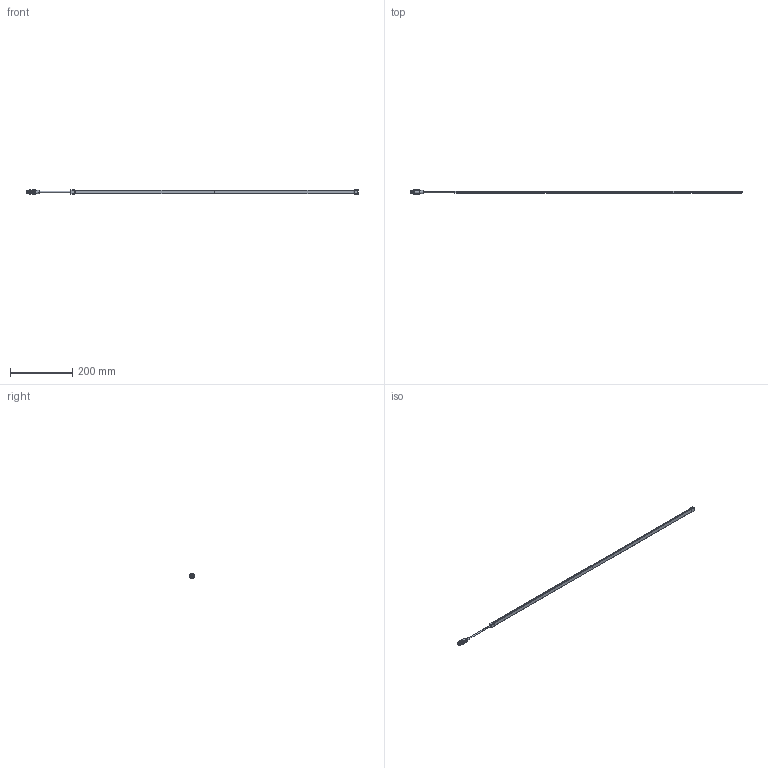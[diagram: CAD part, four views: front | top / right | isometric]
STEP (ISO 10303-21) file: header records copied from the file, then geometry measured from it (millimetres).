
FILE_DESCRIPTION((''),'2;1');
FILE_NAME('236900_SM01_ASM','2023-08-18T11:52:32',('banengservice'),('BANNER ENGINEERING'),'CREO PARAMETRIC BY PTC INC, 2022414','CREO PARAMETRIC BY PTC INC, 2022414','');
FILE_SCHEMA(('CONFIG_CONTROL_DESIGN'));
Products named in the file (2): 236900_EP01; 236900_SM01_ASM
Assembly tree (1 placements, depth 2):
  236900_SM01_ASM
    236900_EP01
Bounding box: 1069 x 14.5 x 14.8 mm (x, y, z)
Volume: 69856 mm3; surface area: 59118.4 mm2
Topology: 2 solids, 2 shells, 2139 faces, 4931 edges, 2800 vertices
Faces by surface type: bspline 1302, cylinder 531, plane 202, torus 76, sphere 16, cone 8, extrusion 4
Entity records: 90612 total; most frequent: CARTESIAN_POINT 54467, ORIENTED_EDGE 9846, EDGE_CURVE 4923, B_SPLINE_CURVE_WITH_KNOTS 3870, DIRECTION 3107, VERTEX_POINT 2800, EDGE_LOOP 2151, FACE_OUTER_BOUND 2139
